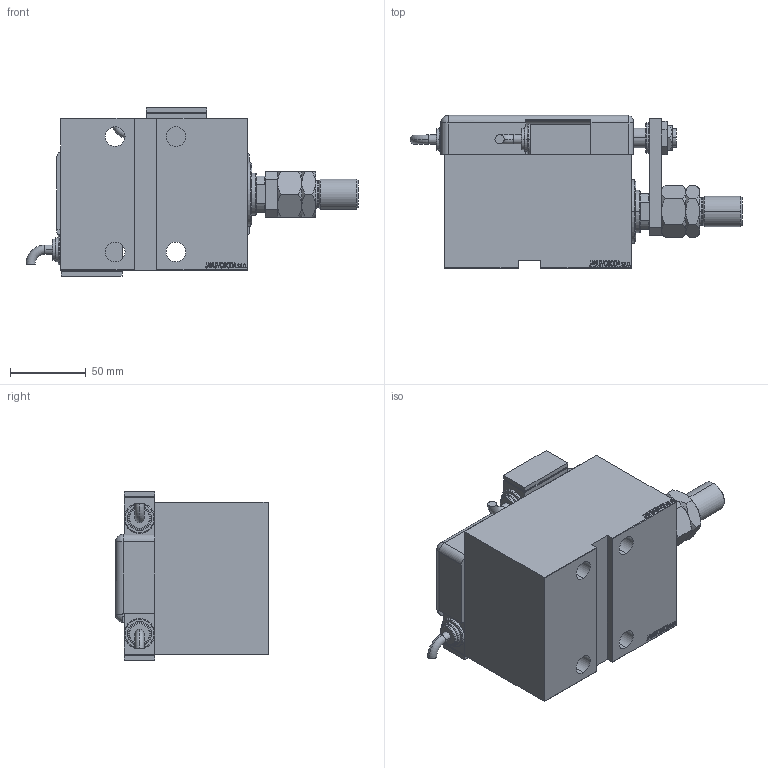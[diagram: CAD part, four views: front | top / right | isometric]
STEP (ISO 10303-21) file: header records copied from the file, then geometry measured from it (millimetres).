
FILE_DESCRIPTION (( 'STEP AP203' ), '1' );
FILE_NAME ('76b2.STEP', '2025-05-19T15:41:13', ( '' ), ( '' ), 'SwSTEP 2.0', 'SolidWorks 2019', '' );
FILE_SCHEMA (( 'CONFIG_CONTROL_DESIGN' ));
Length unit declared in the file: millimetre
Products named in the file (14): V450CM_VC_B 6e8a51b33fde91594d91f57fda396826; SWITCH DIM A_G 6e8a51b33fde91594d91f57fda396826; SWITCH Q 6e8a51b33fde91594d91f57fda396826; TYC 6e8a51b33fde91594d91f57fda396826; KRYT 6e8a51b33fde91594d91f57fda396826; 76b2; Q_T_W_MTA 6e8a51b33fde91594d91f57fda396826; ZARAZKA_Q 6e8a51b33fde91594d91f57fda396826; SWITCH_Q_FRONT_BACK 6e8a51b33fde91594d91f57fda396826; MAGNETIC SWITCH Q 6e8a51b33fde91594d91f57fda396826; V450CM_E_VCP 6e8a51b33fde91594d91f57fda396826; NUT_D19 6e8a51b33fde91594d91f57fda396826; V450CM_E_Body 6e8a51b33fde91594d91f57fda396826; NUT_D13 6e8a51b33fde91594d91f57fda396826
Assembly tree (14 placements, depth 3):
  76b2
    V450CM_E_Body 6e8a51b33fde91594d91f57fda396826
    V450CM_E_VCP 6e8a51b33fde91594d91f57fda396826
    V450CM_VC_B 6e8a51b33fde91594d91f57fda396826
    MAGNETIC SWITCH Q 6e8a51b33fde91594d91f57fda396826
      SWITCH_Q_FRONT_BACK 6e8a51b33fde91594d91f57fda396826
      TYC 6e8a51b33fde91594d91f57fda396826
      ZARAZKA_Q 6e8a51b33fde91594d91f57fda396826
      SWITCH DIM A_G 6e8a51b33fde91594d91f57fda396826
      NUT_D19 6e8a51b33fde91594d91f57fda396826
      NUT_D13 6e8a51b33fde91594d91f57fda396826
      KRYT 6e8a51b33fde91594d91f57fda396826
      SWITCH Q 6e8a51b33fde91594d91f57fda396826  x2
    Q_T_W_MTA 6e8a51b33fde91594d91f57fda396826
Bounding box: 218.76 x 100.8 x 111 mm (x, y, z)
Volume: 963807.6 mm3; surface area: 183403.8 mm2
Topology: 14 solids, 14 shells, 1288 faces, 3248 edges, 2133 vertices
Faces by surface type: plane 632, bspline 471, cylinder 109, cone 50, torus 24, sphere 2
Entity records: 60430 total; most frequent: CARTESIAN_POINT 31960, ORIENTED_EDGE 6300, DIRECTION 4014, EDGE_CURVE 3150, VERTEX_POINT 2073, VECTOR 1852, LINE 1852, EDGE_LOOP 1417
